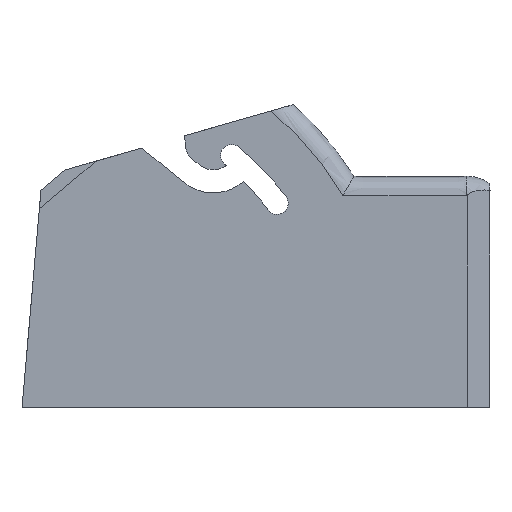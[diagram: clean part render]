
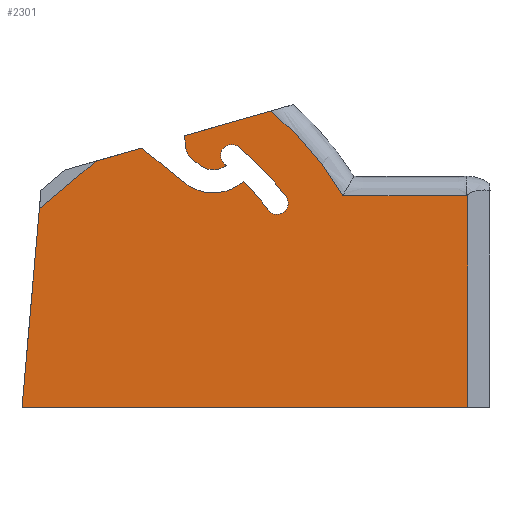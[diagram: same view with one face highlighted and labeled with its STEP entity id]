
A CAD part, front view. The second image highlights one B-rep face of the part: STEP entity #2301.
In plain terms, the highlighted planar face has unit normal (0, -1, 0).
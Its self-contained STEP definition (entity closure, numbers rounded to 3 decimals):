
#209=AXIS2_PLACEMENT_3D('Circle Axis2P3D',#207,#208,$) ;
#938=AXIS2_PLACEMENT_3D('Circle Axis2P3D',#936,#937,$) ;
#964=AXIS2_PLACEMENT_3D('Circle Axis2P3D',#962,#963,$) ;
#990=AXIS2_PLACEMENT_3D('Circle Axis2P3D',#988,#989,$) ;
#1329=AXIS2_PLACEMENT_3D('Circle Axis2P3D',#1327,#1328,$) ;
#1348=AXIS2_PLACEMENT_3D('Circle Axis2P3D',#1346,#1347,$) ;
#1437=AXIS2_PLACEMENT_3D('Circle Axis2P3D',#1435,#1436,$) ;
#1499=AXIS2_PLACEMENT_3D('Circle Axis2P3D',#1497,#1498,$) ;
#1744=AXIS2_PLACEMENT_3D('Circle Axis2P3D',#1742,#1743,$) ;
#2272=AXIS2_PLACEMENT_3D('Plane Axis2P3D',#2269,#2270,#2271) ;
#191=CARTESIAN_POINT('Vertex',(-33.051,-52.2,47.5)) ;
#204=CARTESIAN_POINT('Vertex',(-49.164,-52.2,66.511)) ;
#207=CARTESIAN_POINT('Axis2P3D Location',(-93.5,-52.2,12.6)) ;
#532=CARTESIAN_POINT('Control Point',(-5.264,-52.2,47.5)) ;
#533=CARTESIAN_POINT('Control Point',(-5.356,-52.2,47.5)) ;
#534=CARTESIAN_POINT('Control Point',(-5.499,-52.2,47.5)) ;
#535=CARTESIAN_POINT('Control Point',(-5.785,-52.2,47.5)) ;
#536=CARTESIAN_POINT('Control Point',(-10.39,-52.2,47.5)) ;
#537=CARTESIAN_POINT('Control Point',(-14.972,-52.2,47.5)) ;
#538=CARTESIAN_POINT('Control Point',(-19.474,-52.2,47.5)) ;
#539=CARTESIAN_POINT('Control Point',(-24.871,-52.2,47.5)) ;
#540=CARTESIAN_POINT('Control Point',(-30.321,-52.2,47.5)) ;
#541=CARTESIAN_POINT('Control Point',(-31.231,-52.2,47.5)) ;
#542=CARTESIAN_POINT('Control Point',(-32.145,-52.2,47.5)) ;
#543=CARTESIAN_POINT('Control Point',(-33.051,-52.2,47.5)) ;
#544=CARTESIAN_POINT('Vertex',(-5.264,-52.2,47.5)) ;
#933=CARTESIAN_POINT('Vertex',(-49.813,-52.2,44.34)) ;
#936=CARTESIAN_POINT('Axis2P3D Location',(-47.791,-52.2,45.81)) ;
#940=CARTESIAN_POINT('Vertex',(-45.768,-52.2,47.279)) ;
#962=CARTESIAN_POINT('Axis2P3D Location',(-93.5,-52.2,12.6)) ;
#966=CARTESIAN_POINT('Vertex',(-56.37,-52.2,58.452)) ;
#988=CARTESIAN_POINT('Axis2P3D Location',(-57.943,-52.2,56.509)) ;
#992=CARTESIAN_POINT('Vertex',(-59.517,-52.2,54.566)) ;
#1327=CARTESIAN_POINT('Axis2P3D Location',(-93.5,-52.2,12.6)) ;
#1331=CARTESIAN_POINT('Vertex',(-59.167,-52.2,54.28)) ;
#1346=CARTESIAN_POINT('Axis2P3D Location',(-93.5,-52.2,12.6)) ;
#1350=CARTESIAN_POINT('Vertex',(-55.279,-52.2,50.746)) ;
#1388=CARTESIAN_POINT('Vertex',(-68.539,-52.2,60.956)) ;
#1391=CARTESIAN_POINT('Line Origine',(-58.852,-52.2,63.733)) ;
#1435=CARTESIAN_POINT('Axis2P3D Location',(-62.102,-52.2,58.328)) ;
#1439=CARTESIAN_POINT('Vertex',(-65.249,-52.2,54.442)) ;
#1473=CARTESIAN_POINT('Line Origine',(-66.026,-52.2,55.072)) ;
#1477=CARTESIAN_POINT('Vertex',(-66.803,-52.2,55.701)) ;
#1497=CARTESIAN_POINT('Axis2P3D Location',(-64.286,-52.2,58.809)) ;
#1501=CARTESIAN_POINT('Vertex',(-68.263,-52.2,58.383)) ;
#1533=CARTESIAN_POINT('Line Origine',(-68.401,-52.2,59.669)) ;
#1715=CARTESIAN_POINT('Vertex',(-78.151,-52.2,58.199)) ;
#1718=CARTESIAN_POINT('Line Origine',(-73.336,-52.2,54.3)) ;
#1722=CARTESIAN_POINT('Vertex',(-68.521,-52.2,50.401)) ;
#1742=CARTESIAN_POINT('Axis2P3D Location',(-62.102,-52.2,58.328)) ;
#1913=CARTESIAN_POINT('Vertex',(-101.099,-52.2,44.585)) ;
#1925=CARTESIAN_POINT('Vertex',(-105.,-52.2,0.)) ;
#1928=CARTESIAN_POINT('Line Origine',(-103.05,-52.2,22.292)) ;
#1941=CARTESIAN_POINT('Line Origine',(-83.258,-52.2,56.735)) ;
#1945=CARTESIAN_POINT('Vertex',(-88.365,-52.2,55.271)) ;
#1990=CARTESIAN_POINT('Line Origine',(-92.558,-52.2,51.752)) ;
#2210=CARTESIAN_POINT('Vertex',(-5.,-52.2,47.495)) ;
#2222=CARTESIAN_POINT('Control Point',(-5.,-52.2,47.495)) ;
#2223=CARTESIAN_POINT('Control Point',(-5.053,-52.2,47.496)) ;
#2224=CARTESIAN_POINT('Control Point',(-5.106,-52.2,47.498)) ;
#2225=CARTESIAN_POINT('Control Point',(-5.159,-52.2,47.499)) ;
#2226=CARTESIAN_POINT('Control Point',(-5.211,-52.2,47.5)) ;
#2227=CARTESIAN_POINT('Control Point',(-5.264,-52.2,47.5)) ;
#2242=CARTESIAN_POINT('Line Origine',(-55.,-52.2,0.)) ;
#2246=CARTESIAN_POINT('Vertex',(-5.,-52.2,0.)) ;
#2269=CARTESIAN_POINT('Axis2P3D Location',(0.,-52.2,0.)) ;
#2274=CARTESIAN_POINT('Line Origine',(-5.,-52.2,23.747)) ;
#208=DIRECTION('Axis2P3D Direction',(0.,1.,0.)) ;
#937=DIRECTION('Axis2P3D Direction',(0.,1.,-0.)) ;
#963=DIRECTION('Axis2P3D Direction',(0.,1.,-0.)) ;
#989=DIRECTION('Axis2P3D Direction',(0.,1.,-0.)) ;
#1328=DIRECTION('Axis2P3D Direction',(0.,1.,-0.)) ;
#1347=DIRECTION('Axis2P3D Direction',(0.,1.,-0.)) ;
#1392=DIRECTION('Vector Direction',(0.961,0.,0.276)) ;
#1436=DIRECTION('Axis2P3D Direction',(0.,1.,-0.)) ;
#1474=DIRECTION('Vector Direction',(-0.777,0.,0.629)) ;
#1498=DIRECTION('Axis2P3D Direction',(0.,1.,-0.)) ;
#1534=DIRECTION('Vector Direction',(-0.107,0.,0.994)) ;
#1719=DIRECTION('Vector Direction',(0.777,0.,-0.629)) ;
#1743=DIRECTION('Axis2P3D Direction',(0.,1.,-0.)) ;
#1929=DIRECTION('Vector Direction',(-0.087,0.,-0.996)) ;
#1942=DIRECTION('Vector Direction',(0.961,0.,0.276)) ;
#1991=DIRECTION('Vector Direction',(0.766,0.,0.643)) ;
#2243=DIRECTION('Vector Direction',(-1.,0.,0.)) ;
#2270=DIRECTION('Axis2P3D Direction',(0.,1.,-0.)) ;
#2271=DIRECTION('Axis2P3D XDirection',(-1.,0.,0.)) ;
#2275=DIRECTION('Vector Direction',(0.,0.,1.)) ;
#1393=VECTOR('Line Direction',#1392,1.) ;
#1475=VECTOR('Line Direction',#1474,1.) ;
#1535=VECTOR('Line Direction',#1534,1.) ;
#1720=VECTOR('Line Direction',#1719,1.) ;
#1930=VECTOR('Line Direction',#1929,1.) ;
#1943=VECTOR('Line Direction',#1942,1.) ;
#1992=VECTOR('Line Direction',#1991,1.) ;
#2244=VECTOR('Line Direction',#2243,1.) ;
#2276=VECTOR('Line Direction',#2275,1.) ;
#2280=ORIENTED_EDGE('',*,*,#2278,.F.) ;
#2281=ORIENTED_EDGE('',*,*,#2228,.F.) ;
#2282=ORIENTED_EDGE('',*,*,#546,.F.) ;
#2283=ORIENTED_EDGE('',*,*,#211,.F.) ;
#2284=ORIENTED_EDGE('',*,*,#1395,.F.) ;
#2285=ORIENTED_EDGE('',*,*,#1537,.T.) ;
#2286=ORIENTED_EDGE('',*,*,#1503,.T.) ;
#2287=ORIENTED_EDGE('',*,*,#1479,.T.) ;
#2288=ORIENTED_EDGE('',*,*,#1441,.T.) ;
#2289=ORIENTED_EDGE('',*,*,#1333,.F.) ;
#2290=ORIENTED_EDGE('',*,*,#994,.T.) ;
#2291=ORIENTED_EDGE('',*,*,#968,.T.) ;
#2292=ORIENTED_EDGE('',*,*,#942,.T.) ;
#2293=ORIENTED_EDGE('',*,*,#1352,.F.) ;
#2294=ORIENTED_EDGE('',*,*,#1746,.T.) ;
#2295=ORIENTED_EDGE('',*,*,#1724,.T.) ;
#2296=ORIENTED_EDGE('',*,*,#1947,.F.) ;
#2297=ORIENTED_EDGE('',*,*,#1994,.F.) ;
#2298=ORIENTED_EDGE('',*,*,#1932,.F.) ;
#2299=ORIENTED_EDGE('',*,*,#2248,.F.) ;
#2301=ADVANCED_FACE('Modele simplifie',(#2300),#2273,.F.) ;
#531=B_SPLINE_CURVE_WITH_KNOTS('',5,(#532,#533,#534,#535,#536,#537,#538,#539,#540,#541,#542,#543),.UNSPECIFIED.,.F.,.U.,(6,3,3,6),(50.821,51.508,90.715,98.271),.UNSPECIFIED.) ;
#2221=B_SPLINE_CURVE_WITH_KNOTS('',5,(#2222,#2223,#2224,#2225,#2226,#2227),.UNSPECIFIED.,.F.,.U.,(6,6),(180.283,181.057),.UNSPECIFIED.) ;
#210=CIRCLE('generated circle',#209,69.8) ;
#939=CIRCLE('generated circle',#938,2.5) ;
#965=CIRCLE('generated circle',#964,59.) ;
#991=CIRCLE('generated circle',#990,2.5) ;
#1330=CIRCLE('generated circle',#1329,54.) ;
#1349=CIRCLE('generated circle',#1348,54.) ;
#1438=CIRCLE('generated circle',#1437,5.) ;
#1500=CIRCLE('generated circle',#1499,4.) ;
#1745=CIRCLE('generated circle',#1744,10.2) ;
#211=EDGE_CURVE('',#205,#192,#210,.T.) ;
#546=EDGE_CURVE('',#192,#545,#531,.F.) ;
#942=EDGE_CURVE('',#941,#934,#939,.T.) ;
#968=EDGE_CURVE('',#967,#941,#965,.T.) ;
#994=EDGE_CURVE('',#993,#967,#991,.T.) ;
#1333=EDGE_CURVE('',#993,#1332,#1330,.T.) ;
#1352=EDGE_CURVE('',#1351,#934,#1349,.T.) ;
#1395=EDGE_CURVE('',#1389,#205,#1394,.T.) ;
#1441=EDGE_CURVE('',#1440,#1332,#1438,.F.) ;
#1479=EDGE_CURVE('',#1478,#1440,#1476,.F.) ;
#1503=EDGE_CURVE('',#1502,#1478,#1500,.F.) ;
#1537=EDGE_CURVE('',#1389,#1502,#1536,.F.) ;
#1724=EDGE_CURVE('',#1723,#1716,#1721,.F.) ;
#1746=EDGE_CURVE('',#1351,#1723,#1745,.T.) ;
#1932=EDGE_CURVE('',#1926,#1914,#1931,.F.) ;
#1947=EDGE_CURVE('',#1946,#1716,#1944,.T.) ;
#1994=EDGE_CURVE('',#1914,#1946,#1993,.T.) ;
#2228=EDGE_CURVE('',#545,#2211,#2221,.F.) ;
#2248=EDGE_CURVE('',#2247,#1926,#2245,.T.) ;
#2278=EDGE_CURVE('',#2211,#2247,#2277,.F.) ;
#2279=EDGE_LOOP('',(#2280,#2281,#2282,#2283,#2284,#2285,#2286,#2287,#2288,#2289,#2290,#2291,#2292,#2293,#2294,#2295,#2296,#2297,#2298,#2299)) ;
#2300=FACE_OUTER_BOUND('',#2279,.T.) ;
#1394=LINE('Line',#1391,#1393) ;
#1476=LINE('Line',#1473,#1475) ;
#1536=LINE('Line',#1533,#1535) ;
#1721=LINE('Line',#1718,#1720) ;
#1931=LINE('Line',#1928,#1930) ;
#1944=LINE('Line',#1941,#1943) ;
#1993=LINE('Line',#1990,#1992) ;
#2245=LINE('Line',#2242,#2244) ;
#2277=LINE('Line',#2274,#2276) ;
#2273=PLANE('',#2272) ;
#192=VERTEX_POINT('',#191) ;
#205=VERTEX_POINT('',#204) ;
#545=VERTEX_POINT('',#544) ;
#934=VERTEX_POINT('',#933) ;
#941=VERTEX_POINT('',#940) ;
#967=VERTEX_POINT('',#966) ;
#993=VERTEX_POINT('',#992) ;
#1332=VERTEX_POINT('',#1331) ;
#1351=VERTEX_POINT('',#1350) ;
#1389=VERTEX_POINT('',#1388) ;
#1440=VERTEX_POINT('',#1439) ;
#1478=VERTEX_POINT('',#1477) ;
#1502=VERTEX_POINT('',#1501) ;
#1716=VERTEX_POINT('',#1715) ;
#1723=VERTEX_POINT('',#1722) ;
#1914=VERTEX_POINT('',#1913) ;
#1926=VERTEX_POINT('',#1925) ;
#1946=VERTEX_POINT('',#1945) ;
#2211=VERTEX_POINT('',#2210) ;
#2247=VERTEX_POINT('',#2246) ;
